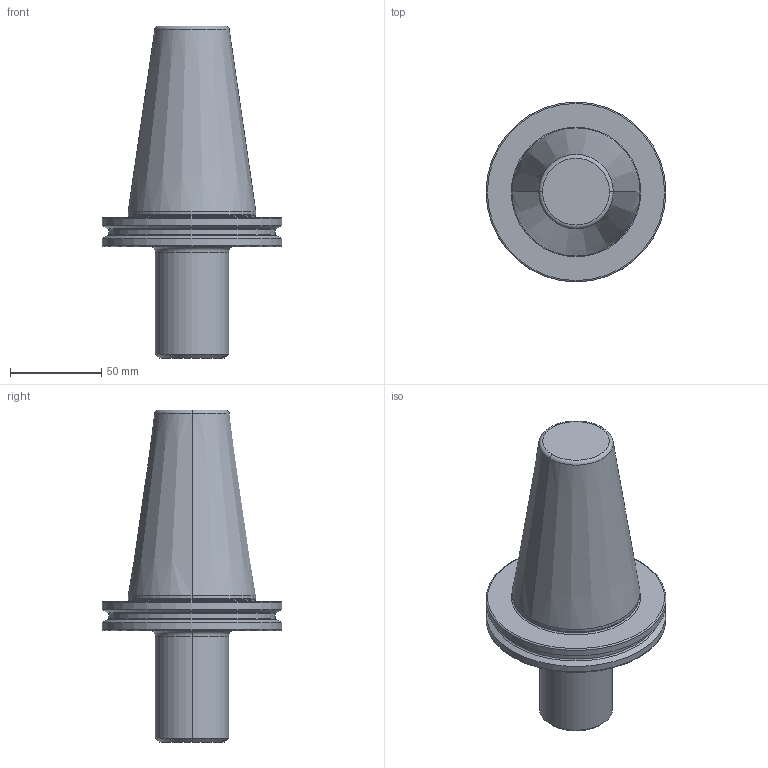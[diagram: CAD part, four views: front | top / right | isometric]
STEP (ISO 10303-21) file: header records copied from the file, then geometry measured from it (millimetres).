
FILE_DESCRIPTION(/* description */ (''),/* implementation_level */ '2;1');
FILE_NAME(/* name */ '1614578885271.stp',/* time_stamp */ '2021-03-01T11:38:15+05:00',/* author */ (''),/* organization */ ('SMS'),/* preprocessor_version */ 'ST-DEVELOPER v16.7',/* originating_system */ 'SIEMENS PLM Software NX 12.0',/* authorisation */ '');
FILE_SCHEMA (('AUTOMOTIVE_DESIGN { 1 0 10303 214 3 1 1 1 }'));
Length unit declared in the file: millimetre
Products named in the file (1): 203331624mod000_00
Bounding box: 98.42 x 98.42 x 181.6 mm (x, y, z)
Volume: 451412.3 mm3; surface area: 44185.6 mm2
Topology: 1 solids, 1 shells, 33 faces, 63 edges, 39 vertices
Faces by surface type: torus 12, cone 8, cylinder 7, plane 6
Full cylindrical faces by diameter (mm): 91.29 x1, 98.42 x2
Entity records: 910 total; most frequent: DIRECTION 185, CARTESIAN_POINT 139, ORIENTED_EDGE 126, AXIS2_PLACEMENT_3D 85, EDGE_CURVE 63, CIRCLE 48, EDGE_LOOP 37, VERTEX_POINT 36
